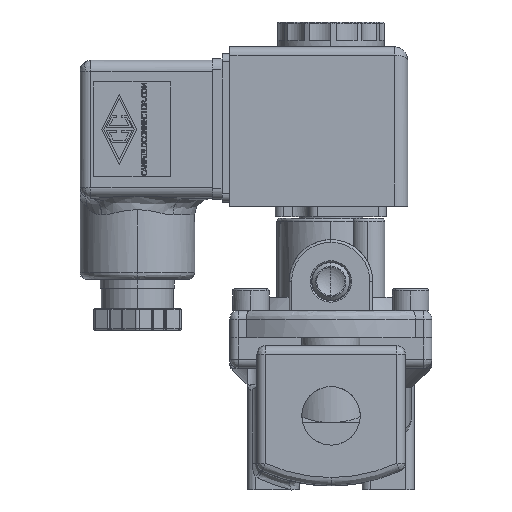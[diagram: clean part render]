
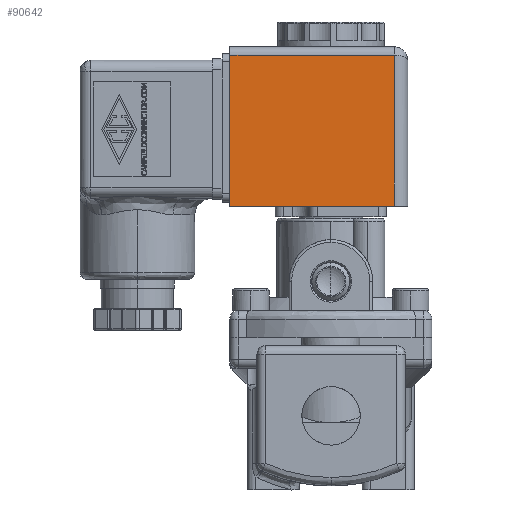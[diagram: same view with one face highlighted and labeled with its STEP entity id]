
A CAD part, left-side view. The second image highlights one B-rep face of the part: STEP entity #90642.
In plain terms, the highlighted planar face has unit normal (-1, 0, 0).
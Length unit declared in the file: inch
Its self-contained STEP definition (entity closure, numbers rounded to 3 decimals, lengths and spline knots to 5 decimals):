
#1570 = DIRECTION ( 'NONE',  ( 0., 0., 1. ) ) ;
#3072 = CARTESIAN_POINT ( 'NONE',  ( -0.581, -0.571, 1.556 ) ) ;
#6074 = AXIS2_PLACEMENT_3D ( 'NONE', #82353, #35471, #90260 ) ;
#11751 = ORIENTED_EDGE ( 'NONE', *, *, #47920, .T. ) ;
#12949 = CARTESIAN_POINT ( 'NONE',  ( -0.581, -0.471, 2.737 ) ) ;
#13275 = VERTEX_POINT ( 'NONE', #66534 ) ;
#16545 = CARTESIAN_POINT ( 'NONE',  ( -0.581, 0.748, 2.675 ) ) ;
#19031 = CARTESIAN_POINT ( 'NONE',  ( -0.581, 0.748, 1.556 ) ) ;
#22475 = LINE ( 'NONE', #3072, #61625 ) ;
#24508 = CARTESIAN_POINT ( 'NONE',  ( -0.581, 0.748, 2.1465 ) ) ;
#24685 = VERTEX_POINT ( 'NONE', #16545 ) ;
#26622 = DIRECTION ( 'NONE',  ( 0., 1., 0. ) ) ;
#26729 = DIRECTION ( 'NONE',  ( 0., 1., 0. ) ) ;
#35471 = DIRECTION ( 'NONE',  ( -1., 0., 0. ) ) ;
#47920 = EDGE_CURVE ( 'NONE', #49428, #24685, #51799, .T. ) ;
#49428 = VERTEX_POINT ( 'NONE', #51532 ) ;
#51058 = FACE_OUTER_BOUND ( 'NONE', #54669, .T. ) ;
#51532 = CARTESIAN_POINT ( 'NONE',  ( -0.581, -0.471, 2.675 ) ) ;
#51799 = LINE ( 'NONE', #81193, #91018 ) ;
#54669 = EDGE_LOOP ( 'NONE', ( #99821, #96227, #82751, #11751 ) ) ;
#57074 = VECTOR ( 'NONE', #1570, 39.37008 ) ;
#58414 = PLANE ( 'NONE',  #6074 ) ;
#61625 = VECTOR ( 'NONE', #26622, 39.37008 ) ;
#66534 = CARTESIAN_POINT ( 'NONE',  ( -0.581, -0.471, 1.556 ) ) ;
#67532 = VECTOR ( 'NONE', #67671, 39.37008 ) ;
#67671 = DIRECTION ( 'NONE',  ( 0., 0., 1. ) ) ;
#77316 = EDGE_CURVE ( 'NONE', #13275, #80818, #22475, .T. ) ;
#79394 = EDGE_CURVE ( 'NONE', #80818, #24685, #98667, .T. ) ;
#80818 = VERTEX_POINT ( 'NONE', #19031 ) ;
#81193 = CARTESIAN_POINT ( 'NONE',  ( -0.581, -0.571, 2.675 ) ) ;
#82353 = CARTESIAN_POINT ( 'NONE',  ( -0.581, -0.571, 2.737 ) ) ;
#82751 = ORIENTED_EDGE ( 'NONE', *, *, #97500, .T. ) ;
#90260 = DIRECTION ( 'NONE',  ( 0., -1., 0. ) ) ;
#90642 = ADVANCED_FACE ( 'NONE', ( #51058 ), #58414, .T. ) ;
#90859 = LINE ( 'NONE', #12949, #67532 ) ;
#91018 = VECTOR ( 'NONE', #26729, 39.37008 ) ;
#96227 = ORIENTED_EDGE ( 'NONE', *, *, #77316, .F. ) ;
#97500 = EDGE_CURVE ( 'NONE', #13275, #49428, #90859, .T. ) ;
#98667 = LINE ( 'NONE', #24508, #57074 ) ;
#99821 = ORIENTED_EDGE ( 'NONE', *, *, #79394, .F. ) ;
